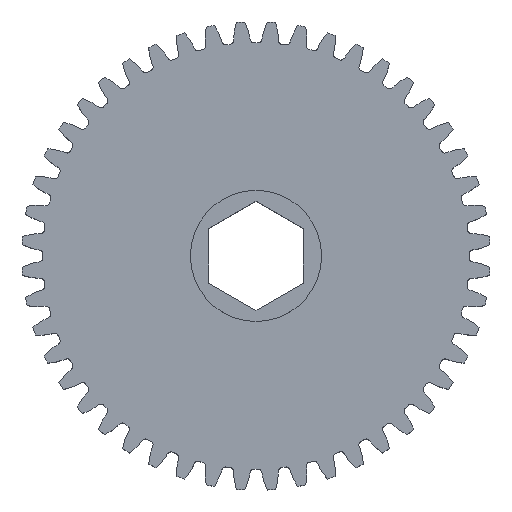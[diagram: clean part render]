
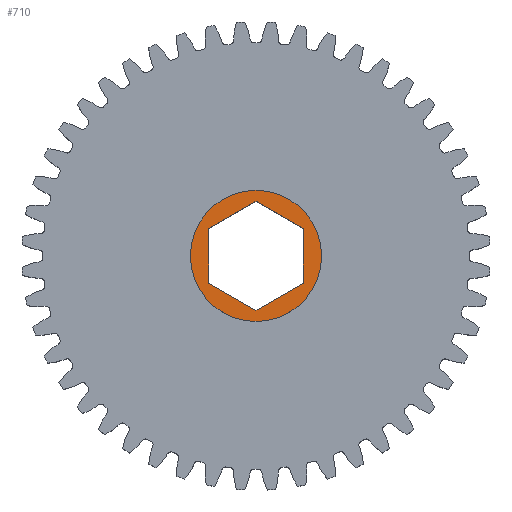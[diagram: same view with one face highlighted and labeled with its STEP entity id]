
A CAD part, top view. The second image highlights one B-rep face of the part: STEP entity #710.
In plain terms, the highlighted planar face has unit normal (0, 0, 1).
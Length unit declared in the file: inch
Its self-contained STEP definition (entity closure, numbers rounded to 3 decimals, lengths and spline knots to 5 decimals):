
#537 = EDGE_CURVE ( 'NONE', #3139, #6809, #2311, .T. ) ;
#662 = DIRECTION ( 'NONE',  ( -1., 0., 0. ) ) ;
#710 = ADVANCED_FACE ( 'NONE', ( #7919, #13153 ), #3301, .T. ) ;
#1027 = EDGE_LOOP ( 'NONE', ( #2429, #15060, #2666, #17745, #1986, #17134 ) ) ;
#1430 = ORIENTED_EDGE ( 'NONE', *, *, #4128, .F. ) ;
#1775 = VERTEX_POINT ( 'NONE', #5160 ) ;
#1986 = ORIENTED_EDGE ( 'NONE', *, *, #17314, .F. ) ;
#2311 = LINE ( 'NONE', #5072, #9512 ) ;
#2429 = ORIENTED_EDGE ( 'NONE', *, *, #6566, .F. ) ;
#2466 = CARTESIAN_POINT ( 'NONE',  ( -0.35, 0., 0.249 ) ) ;
#2666 = ORIENTED_EDGE ( 'NONE', *, *, #537, .F. ) ;
#3139 = VERTEX_POINT ( 'NONE', #7906 ) ;
#3177 = DIRECTION ( 'NONE',  ( 0., 0., 1. ) ) ;
#3187 = VERTEX_POINT ( 'NONE', #15257 ) ;
#3298 = LINE ( 'NONE', #8856, #10262 ) ;
#3301 = PLANE ( 'NONE',  #4204 ) ;
#3973 = CARTESIAN_POINT ( 'NONE',  ( 0.252, -0.14549, 0.249 ) ) ;
#4118 = EDGE_CURVE ( 'NONE', #14284, #15103, #8783, .T. ) ;
#4128 = EDGE_CURVE ( 'NONE', #15103, #14284, #17258, .T. ) ;
#4150 = CARTESIAN_POINT ( 'NONE',  ( -0.252, -0.14549, 0.249 ) ) ;
#4204 = AXIS2_PLACEMENT_3D ( 'NONE', #5845, #3177, #4456 ) ;
#4456 = DIRECTION ( 'NONE',  ( 1., 0., 0. ) ) ;
#4771 = CARTESIAN_POINT ( 'NONE',  ( 0.252, 0.14549, 0.249 ) ) ;
#5072 = CARTESIAN_POINT ( 'NONE',  ( 0., -0.29098, 0.249 ) ) ;
#5160 = CARTESIAN_POINT ( 'NONE',  ( 0., 0.29098, 0.249 ) ) ;
#5453 = CARTESIAN_POINT ( 'NONE',  ( 0.35, 0., 0.249 ) ) ;
#5547 = DIRECTION ( 'NONE',  ( 0.866, 0.5, 0. ) ) ;
#5845 = CARTESIAN_POINT ( 'NONE',  ( 0., 0., 0.249 ) ) ;
#6566 = EDGE_CURVE ( 'NONE', #12095, #1775, #17473, .T. ) ;
#6809 = VERTEX_POINT ( 'NONE', #3973 ) ;
#7561 = DIRECTION ( 'NONE',  ( 0., 0., -1. ) ) ;
#7906 = CARTESIAN_POINT ( 'NONE',  ( 0., -0.29098, 0.249 ) ) ;
#7919 = FACE_BOUND ( 'NONE', #1027, .T. ) ;
#8202 = EDGE_CURVE ( 'NONE', #1775, #3187, #8977, .T. ) ;
#8305 = VECTOR ( 'NONE', #13384, 39.37008 ) ;
#8783 = CIRCLE ( 'NONE', #13324, 0.35 ) ;
#8856 = CARTESIAN_POINT ( 'NONE',  ( -0.252, -0.14549, 0.249 ) ) ;
#8977 = LINE ( 'NONE', #16227, #8305 ) ;
#9057 = EDGE_CURVE ( 'NONE', #6809, #12095, #14844, .T. ) ;
#9092 = DIRECTION ( 'NONE',  ( -1., 0., 0. ) ) ;
#9512 = VECTOR ( 'NONE', #5547, 39.37008 ) ;
#9823 = VECTOR ( 'NONE', #16678, 39.37008 ) ;
#10255 = DIRECTION ( 'NONE',  ( -0.866, 0.5, 0. ) ) ;
#10262 = VECTOR ( 'NONE', #11674, 39.37008 ) ;
#10282 = VECTOR ( 'NONE', #10255, 39.37008 ) ;
#10589 = EDGE_CURVE ( 'NONE', #14690, #3139, #3298, .T. ) ;
#11486 = EDGE_LOOP ( 'NONE', ( #1430, #13605 ) ) ;
#11674 = DIRECTION ( 'NONE',  ( 0.866, -0.5, 0. ) ) ;
#12095 = VERTEX_POINT ( 'NONE', #14882 ) ;
#12603 = CARTESIAN_POINT ( 'NONE',  ( 0.252, -0.14549, 0.249 ) ) ;
#12745 = DIRECTION ( 'NONE',  ( 0., -1., 0. ) ) ;
#13153 = FACE_OUTER_BOUND ( 'NONE', #11486, .T. ) ;
#13324 = AXIS2_PLACEMENT_3D ( 'NONE', #15902, #14572, #9092 ) ;
#13384 = DIRECTION ( 'NONE',  ( -0.866, -0.5, 0. ) ) ;
#13605 = ORIENTED_EDGE ( 'NONE', *, *, #4118, .F. ) ;
#14255 = AXIS2_PLACEMENT_3D ( 'NONE', #17420, #7561, #662 ) ;
#14284 = VERTEX_POINT ( 'NONE', #5453 ) ;
#14333 = CARTESIAN_POINT ( 'NONE',  ( -0.252, 0.14549, 0.249 ) ) ;
#14572 = DIRECTION ( 'NONE',  ( 0., 0., -1. ) ) ;
#14581 = VECTOR ( 'NONE', #12745, 39.37008 ) ;
#14690 = VERTEX_POINT ( 'NONE', #4150 ) ;
#14844 = LINE ( 'NONE', #12603, #9823 ) ;
#14882 = CARTESIAN_POINT ( 'NONE',  ( 0.252, 0.14549, 0.249 ) ) ;
#15060 = ORIENTED_EDGE ( 'NONE', *, *, #9057, .F. ) ;
#15103 = VERTEX_POINT ( 'NONE', #2466 ) ;
#15257 = CARTESIAN_POINT ( 'NONE',  ( -0.252, 0.14549, 0.249 ) ) ;
#15437 = LINE ( 'NONE', #14333, #14581 ) ;
#15902 = CARTESIAN_POINT ( 'NONE',  ( 0., 0., 0.249 ) ) ;
#16227 = CARTESIAN_POINT ( 'NONE',  ( 0., 0.29098, 0.249 ) ) ;
#16678 = DIRECTION ( 'NONE',  ( 0., 1., 0. ) ) ;
#17134 = ORIENTED_EDGE ( 'NONE', *, *, #8202, .F. ) ;
#17258 = CIRCLE ( 'NONE', #14255, 0.35 ) ;
#17314 = EDGE_CURVE ( 'NONE', #3187, #14690, #15437, .T. ) ;
#17420 = CARTESIAN_POINT ( 'NONE',  ( 0., 0., 0.249 ) ) ;
#17473 = LINE ( 'NONE', #4771, #10282 ) ;
#17745 = ORIENTED_EDGE ( 'NONE', *, *, #10589, .F. ) ;
